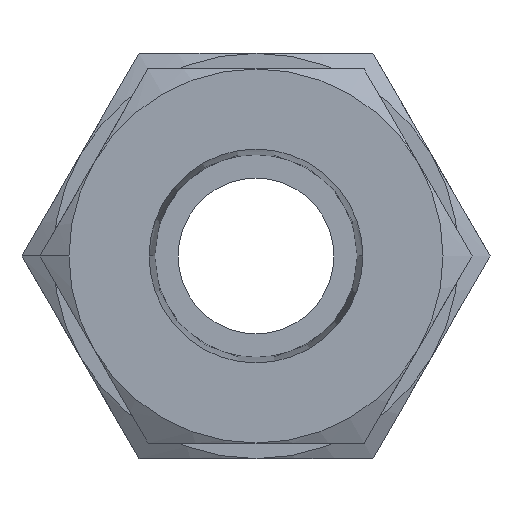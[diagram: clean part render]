
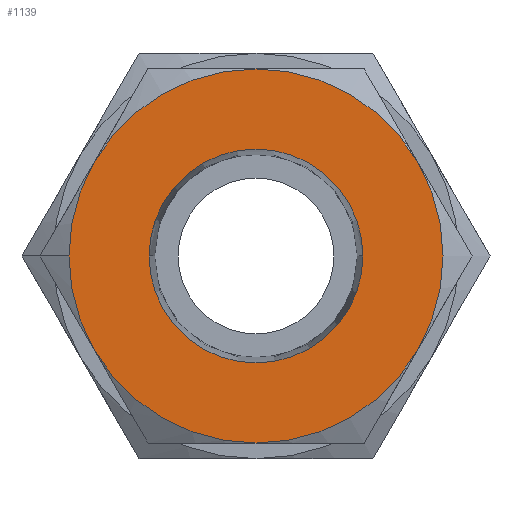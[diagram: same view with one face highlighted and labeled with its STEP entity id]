
A CAD part, front view. The second image highlights one B-rep face of the part: STEP entity #1139.
In plain terms, the highlighted planar face has unit normal (0, -1, 0).
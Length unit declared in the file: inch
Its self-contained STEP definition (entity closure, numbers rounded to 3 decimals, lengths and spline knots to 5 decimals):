
#17 = CARTESIAN_POINT ( 'NONE',  ( -0.27, 0., 0. ) ) ;
#53 = ORIENTED_EDGE ( 'NONE', *, *, #1961, .T. ) ;
#63 = CARTESIAN_POINT ( 'NONE',  ( 0.40915, 0., -0.23622 ) ) ;
#105 = CARTESIAN_POINT ( 'NONE',  ( 0., 0., 0.47244 ) ) ;
#149 = DIRECTION ( 'NONE',  ( 0., -1., 0. ) ) ;
#225 = AXIS2_PLACEMENT_3D ( 'NONE', #464, #443, #411 ) ;
#235 = AXIS2_PLACEMENT_3D ( 'NONE', #1554, #4025, #1934 ) ;
#251 = ORIENTED_EDGE ( 'NONE', *, *, #1618, .T. ) ;
#380 = CIRCLE ( 'NONE', #2793, 0.27 ) ;
#385 = CIRCLE ( 'NONE', #4470, 0.47244 ) ;
#400 = ORIENTED_EDGE ( 'NONE', *, *, #3432, .T. ) ;
#411 = DIRECTION ( 'NONE',  ( 0., 0., -1. ) ) ;
#432 = DIRECTION ( 'NONE',  ( 0., -1., 0. ) ) ;
#443 = DIRECTION ( 'NONE',  ( 0., -1., 0. ) ) ;
#464 = CARTESIAN_POINT ( 'NONE',  ( -0.37122, 0., 0. ) ) ;
#616 = AXIS2_PLACEMENT_3D ( 'NONE', #2619, #432, #2978 ) ;
#690 = VERTEX_POINT ( 'NONE', #17 ) ;
#693 = AXIS2_PLACEMENT_3D ( 'NONE', #1849, #4299, #2207 ) ;
#758 = DIRECTION ( 'NONE',  ( 0., 1., 0. ) ) ;
#780 = EDGE_CURVE ( 'NONE', #3062, #1165, #1167, .T. ) ;
#810 = ORIENTED_EDGE ( 'NONE', *, *, #2440, .T. ) ;
#898 = CARTESIAN_POINT ( 'NONE',  ( 0., 0., 0. ) ) ;
#938 = EDGE_LOOP ( 'NONE', ( #2899, #400, #1073, #810, #1390, #53, #251 ) ) ;
#990 = CARTESIAN_POINT ( 'NONE',  ( 0.40915, 0., 0.23622 ) ) ;
#1059 = CARTESIAN_POINT ( 'NONE',  ( 0., 0., 0. ) ) ;
#1073 = ORIENTED_EDGE ( 'NONE', *, *, #3304, .T. ) ;
#1076 = PLANE ( 'NONE',  #225 ) ;
#1124 = DIRECTION ( 'NONE',  ( 0., 1., 0. ) ) ;
#1139 = ADVANCED_FACE ( 'NONE', ( #1553, #3337 ), #1076, .T. ) ;
#1142 = CIRCLE ( 'NONE', #1201, 0.27 ) ;
#1165 = VERTEX_POINT ( 'NONE', #105 ) ;
#1167 = CIRCLE ( 'NONE', #2705, 0.47244 ) ;
#1170 = CARTESIAN_POINT ( 'NONE',  ( 0.27, 0., 0. ) ) ;
#1201 = AXIS2_PLACEMENT_3D ( 'NONE', #2931, #758, #3278 ) ;
#1276 = DIRECTION ( 'NONE',  ( -1., 0., 0. ) ) ;
#1287 = CARTESIAN_POINT ( 'NONE',  ( -0.40915, 0., 0.23622 ) ) ;
#1390 = ORIENTED_EDGE ( 'NONE', *, *, #2762, .T. ) ;
#1423 = DIRECTION ( 'NONE',  ( -1., 0., 0. ) ) ;
#1553 = FACE_BOUND ( 'NONE', #3558, .T. ) ;
#1554 = CARTESIAN_POINT ( 'NONE',  ( 0., 0., 0. ) ) ;
#1618 = EDGE_CURVE ( 'NONE', #2305, #3062, #2114, .T. ) ;
#1687 = EDGE_CURVE ( 'NONE', #690, #2178, #1142, .T. ) ;
#1849 = CARTESIAN_POINT ( 'NONE',  ( 0., 0., 0. ) ) ;
#1934 = DIRECTION ( 'NONE',  ( -1., 0., 0. ) ) ;
#1945 = CIRCLE ( 'NONE', #616, 0.47244 ) ;
#1961 = EDGE_CURVE ( 'NONE', #4094, #2305, #2663, .T. ) ;
#2114 = CIRCLE ( 'NONE', #693, 0.47244 ) ;
#2178 = VERTEX_POINT ( 'NONE', #1170 ) ;
#2190 = VERTEX_POINT ( 'NONE', #2585 ) ;
#2207 = DIRECTION ( 'NONE',  ( -1., 0., 0. ) ) ;
#2305 = VERTEX_POINT ( 'NONE', #63 ) ;
#2373 = CARTESIAN_POINT ( 'NONE',  ( 0., 0., 0. ) ) ;
#2440 = EDGE_CURVE ( 'NONE', #3766, #2190, #385, .T. ) ;
#2585 = CARTESIAN_POINT ( 'NONE',  ( -0.40915, 0., -0.23622 ) ) ;
#2619 = CARTESIAN_POINT ( 'NONE',  ( 0., 0., 0. ) ) ;
#2663 = CIRCLE ( 'NONE', #4434, 0.47244 ) ;
#2705 = AXIS2_PLACEMENT_3D ( 'NONE', #3247, #3846, #3833 ) ;
#2722 = DIRECTION ( 'NONE',  ( -1., 0., 0. ) ) ;
#2762 = EDGE_CURVE ( 'NONE', #2190, #4094, #1945, .T. ) ;
#2793 = AXIS2_PLACEMENT_3D ( 'NONE', #3268, #1124, #3615 ) ;
#2891 = ORIENTED_EDGE ( 'NONE', *, *, #4544, .T. ) ;
#2899 = ORIENTED_EDGE ( 'NONE', *, *, #780, .T. ) ;
#2931 = CARTESIAN_POINT ( 'NONE',  ( 0., 0., 0. ) ) ;
#2978 = DIRECTION ( 'NONE',  ( -1., 0., 0. ) ) ;
#3062 = VERTEX_POINT ( 'NONE', #990 ) ;
#3159 = AXIS2_PLACEMENT_3D ( 'NONE', #898, #3411, #1276 ) ;
#3247 = CARTESIAN_POINT ( 'NONE',  ( 0., 0., 0. ) ) ;
#3268 = CARTESIAN_POINT ( 'NONE',  ( 0., 0., 0. ) ) ;
#3277 = CARTESIAN_POINT ( 'NONE',  ( -0.47244, 0., 0. ) ) ;
#3278 = DIRECTION ( 'NONE',  ( 1., 0., 0. ) ) ;
#3304 = EDGE_CURVE ( 'NONE', #4251, #3766, #3681, .T. ) ;
#3337 = FACE_OUTER_BOUND ( 'NONE', #938, .T. ) ;
#3411 = DIRECTION ( 'NONE',  ( 0., -1., 0. ) ) ;
#3432 = EDGE_CURVE ( 'NONE', #1165, #4251, #4648, .T. ) ;
#3557 = DIRECTION ( 'NONE',  ( 0., -1., 0. ) ) ;
#3558 = EDGE_LOOP ( 'NONE', ( #2891, #3963 ) ) ;
#3615 = DIRECTION ( 'NONE',  ( 1., 0., 0. ) ) ;
#3681 = CIRCLE ( 'NONE', #235, 0.47244 ) ;
#3766 = VERTEX_POINT ( 'NONE', #3277 ) ;
#3824 = CARTESIAN_POINT ( 'NONE',  ( 0., 0., -0.47244 ) ) ;
#3833 = DIRECTION ( 'NONE',  ( -1., 0., 0. ) ) ;
#3846 = DIRECTION ( 'NONE',  ( 0., -1., 0. ) ) ;
#3963 = ORIENTED_EDGE ( 'NONE', *, *, #1687, .T. ) ;
#4025 = DIRECTION ( 'NONE',  ( 0., -1., 0. ) ) ;
#4094 = VERTEX_POINT ( 'NONE', #3824 ) ;
#4251 = VERTEX_POINT ( 'NONE', #1287 ) ;
#4299 = DIRECTION ( 'NONE',  ( 0., -1., 0. ) ) ;
#4434 = AXIS2_PLACEMENT_3D ( 'NONE', #1059, #3557, #1423 ) ;
#4470 = AXIS2_PLACEMENT_3D ( 'NONE', #2373, #149, #2722 ) ;
#4544 = EDGE_CURVE ( 'NONE', #2178, #690, #380, .T. ) ;
#4648 = CIRCLE ( 'NONE', #3159, 0.47244 ) ;
